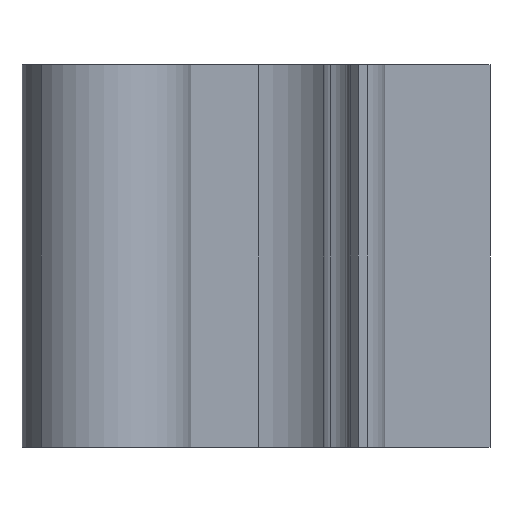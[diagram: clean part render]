
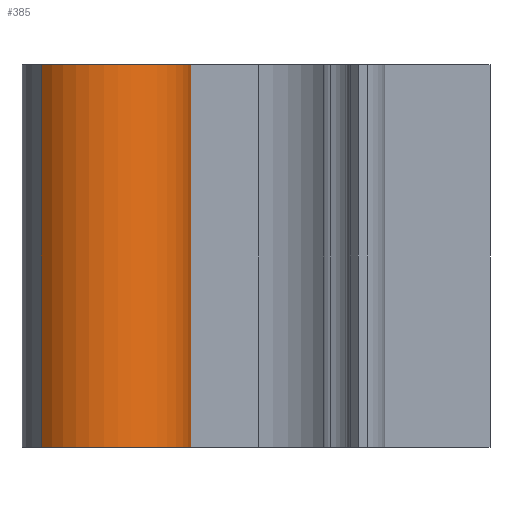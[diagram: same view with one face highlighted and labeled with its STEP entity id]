
A CAD part, left-side view. The second image highlights one B-rep face of the part: STEP entity #385.
In plain terms, the highlighted cylindrical face has radius 4 mm (diameter 8 mm), a partial arc.
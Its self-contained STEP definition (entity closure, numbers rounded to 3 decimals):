
#49=FACE_OUTER_BOUND('',#70,.T.);
#70=EDGE_LOOP('',(#337,#338,#339,#340));
#76=LINE('',#573,#112);
#108=LINE('',#671,#144);
#112=VECTOR('',#460,10.);
#144=VECTOR('',#552,10.);
#151=CIRCLE('',#421,4.);
#160=CIRCLE('',#445,4.);
#165=VERTEX_POINT('',#570);
#166=VERTEX_POINT('',#572);
#171=VERTEX_POINT('',#588);
#196=VERTEX_POINT('',#669);
#202=EDGE_CURVE('',#165,#166,#76,.T.);
#210=EDGE_CURVE('',#166,#171,#151,.T.);
#249=EDGE_CURVE('',#196,#171,#108,.T.);
#250=EDGE_CURVE('',#165,#196,#160,.T.);
#337=ORIENTED_EDGE('',*,*,#250,.T.);
#338=ORIENTED_EDGE('',*,*,#249,.T.);
#339=ORIENTED_EDGE('',*,*,#210,.F.);
#340=ORIENTED_EDGE('',*,*,#202,.F.);
#366=CYLINDRICAL_SURFACE('',#444,4.);
#385=ADVANCED_FACE('',(#49),#366,.T.);
#421=AXIS2_PLACEMENT_3D('',#589,#478,#479);
#444=AXIS2_PLACEMENT_3D('',#672,#553,#554);
#445=AXIS2_PLACEMENT_3D('',#673,#555,#556);
#460=DIRECTION('',(0.,0.,-1.));
#478=DIRECTION('center_axis',(0.,0.,
-1.));
#479=DIRECTION('ref_axis',(-1.,0.,0.));
#552=DIRECTION('',(0.,0.,-1.));
#553=DIRECTION('center_axis',(0.,0.,-1.));
#554=DIRECTION('ref_axis',(-1.,0.,0.));
#555=DIRECTION('center_axis',(0.,0.,
-1.));
#556=DIRECTION('ref_axis',(-1.,0.,0.));
#570=CARTESIAN_POINT('',(97.196,-51.087,75.215));
#572=CARTESIAN_POINT('',(97.196,-51.087,57.215));
#573=CARTESIAN_POINT('',(97.196,-51.087,75.215));
#588=CARTESIAN_POINT('',(91.463,-45.559,57.215));
#589=CARTESIAN_POINT('Origin',(94.067,-48.596,57.215));
#669=CARTESIAN_POINT('',(91.463,-45.559,75.215));
#671=CARTESIAN_POINT('',(91.463,-45.559,75.215));
#672=CARTESIAN_POINT('Origin',(94.067,-48.596,75.215));
#673=CARTESIAN_POINT('Origin',(94.067,-48.596,75.215));
